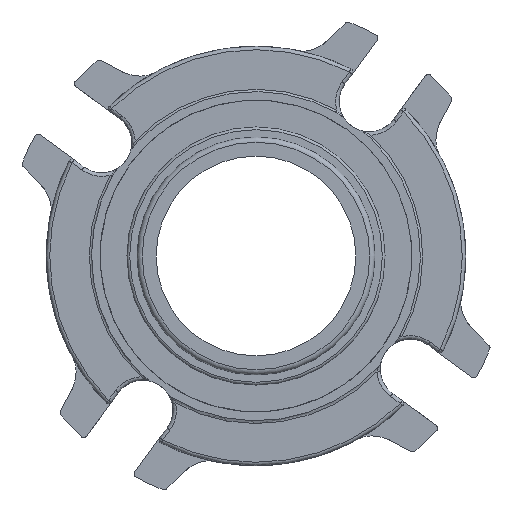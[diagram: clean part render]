
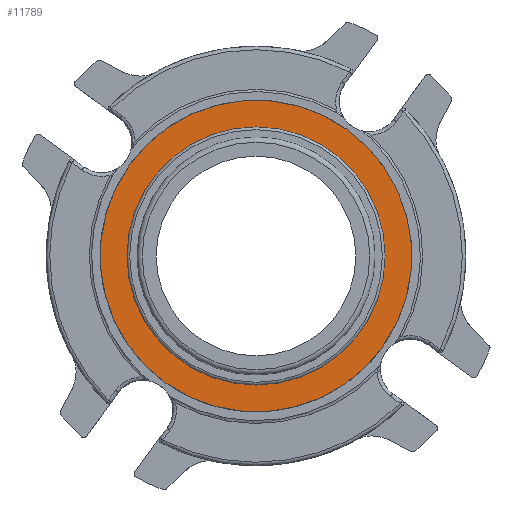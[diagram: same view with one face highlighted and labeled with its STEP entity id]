
A CAD part, left-side view. The second image highlights one B-rep face of the part: STEP entity #11789.
In plain terms, the highlighted planar face has unit normal (-1, 0, 0).
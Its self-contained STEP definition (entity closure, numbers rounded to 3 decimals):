
#1511=PLANE('',#12777);
#3910=ORIENTED_EDGE('',*,*,#5122,.T.);
#3911=ORIENTED_EDGE('',*,*,#5123,.T.);
#5122=EDGE_CURVE('',#5883,#5883,#6374,.T.);
#5123=EDGE_CURVE('',#5884,#5884,#6375,.T.);
#5883=VERTEX_POINT('',#19137);
#5884=VERTEX_POINT('',#19140);
#6374=CIRCLE('',#12776,37.465);
#6375=CIRCLE('',#12778,45.237);
#6953=EDGE_LOOP('',(#3910));
#6954=EDGE_LOOP('',(#3911));
#7540=FACE_BOUND('',#6953,.T.);
#7541=FACE_BOUND('',#6954,.T.);
#11789=ADVANCED_FACE('',(#7540,#7541),#1511,.F.);
#12776=AXIS2_PLACEMENT_3D('',#19136,#15209,#15210);
#12777=AXIS2_PLACEMENT_3D('',#19138,#15211,#15212);
#12778=AXIS2_PLACEMENT_3D('',#19139,#15213,#15214);
#15209=DIRECTION('',(1.,0.,0.));
#15210=DIRECTION('',(0.,0.,-1.));
#15211=DIRECTION('',(1.,0.,0.));
#15212=DIRECTION('',(0.,0.967,-0.254));
#15213=DIRECTION('',(-1.,0.,0.));
#15214=DIRECTION('',(0.,-0.967,0.254));
#19136=CARTESIAN_POINT('',(-0.722,0.,0.));
#19137=CARTESIAN_POINT('',(-0.722,0.,-37.465));
#19138=CARTESIAN_POINT('',(-0.722,-43.753,11.492));
#19139=CARTESIAN_POINT('',(-0.722,0.,0.));
#19140=CARTESIAN_POINT('',(-0.722,-43.753,11.492));
